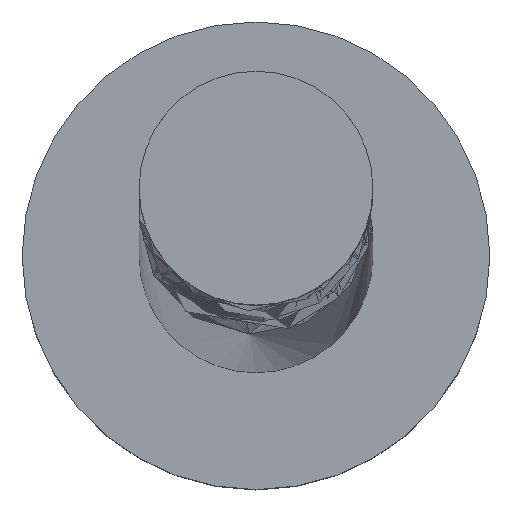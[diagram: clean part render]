
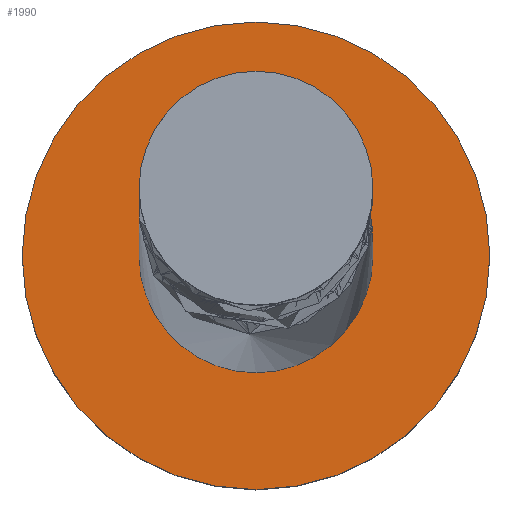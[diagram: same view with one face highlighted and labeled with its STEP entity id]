
A CAD part, top view. The second image highlights one B-rep face of the part: STEP entity #1990.
In plain terms, the highlighted planar face has unit normal (0, 0, 1).
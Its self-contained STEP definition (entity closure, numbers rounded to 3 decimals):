
#103 = EDGE_CURVE ( 'NONE', #1804, #783, #2168, .T. ) ;
#124 = FACE_OUTER_BOUND ( 'NONE', #2101, .T. ) ;
#167 = EDGE_CURVE ( 'NONE', #783, #1804, #2202, .T. ) ;
#289 = CARTESIAN_POINT ( 'NONE',  ( 0., 0., 5. ) ) ;
#291 = AXIS2_PLACEMENT_3D ( 'NONE', #289, #1025, #1973 ) ;
#300 = DIRECTION ( 'NONE',  ( 1., 0., 0. ) ) ;
#446 = CARTESIAN_POINT ( 'NONE',  ( 0., 0., 5. ) ) ;
#460 = DIRECTION ( 'NONE',  ( 1., 0., 0. ) ) ;
#488 = DIRECTION ( 'NONE',  ( 1., 0., 0. ) ) ;
#527 = AXIS2_PLACEMENT_3D ( 'NONE', #2296, #1912, #300 ) ;
#628 = CARTESIAN_POINT ( 'NONE',  ( 0., 0., 5. ) ) ;
#760 = CIRCLE ( 'NONE', #876, 6. ) ;
#783 = VERTEX_POINT ( 'NONE', #980 ) ;
#818 = DIRECTION ( 'NONE',  ( 0., 0., 1. ) ) ;
#850 = DIRECTION ( 'NONE',  ( 0., 0., 1. ) ) ;
#864 = AXIS2_PLACEMENT_3D ( 'NONE', #446, #850, #2276 ) ;
#876 = AXIS2_PLACEMENT_3D ( 'NONE', #1063, #1390, #488 ) ;
#980 = CARTESIAN_POINT ( 'NONE',  ( 3., 0., 5. ) ) ;
#988 = CIRCLE ( 'NONE', #291, 6. ) ;
#1025 = DIRECTION ( 'NONE',  ( 0., 0., 1. ) ) ;
#1045 = VERTEX_POINT ( 'NONE', #2119 ) ;
#1063 = CARTESIAN_POINT ( 'NONE',  ( 0., 0., 5. ) ) ;
#1270 = EDGE_CURVE ( 'NONE', #1045, #1556, #988, .T. ) ;
#1360 = EDGE_LOOP ( 'NONE', ( #2239, #1910 ) ) ;
#1390 = DIRECTION ( 'NONE',  ( 0., 0., 1. ) ) ;
#1515 = ORIENTED_EDGE ( 'NONE', *, *, #1660, .T. ) ;
#1556 = VERTEX_POINT ( 'NONE', #2309 ) ;
#1578 = PLANE ( 'NONE',  #527 ) ;
#1660 = EDGE_CURVE ( 'NONE', #1556, #1045, #760, .T. ) ;
#1721 = FACE_BOUND ( 'NONE', #1360, .T. ) ;
#1804 = VERTEX_POINT ( 'NONE', #2089 ) ;
#1844 = AXIS2_PLACEMENT_3D ( 'NONE', #628, #818, #460 ) ;
#1892 = ORIENTED_EDGE ( 'NONE', *, *, #1270, .T. ) ;
#1910 = ORIENTED_EDGE ( 'NONE', *, *, #167, .F. ) ;
#1912 = DIRECTION ( 'NONE',  ( 0., 0., 1. ) ) ;
#1973 = DIRECTION ( 'NONE',  ( 1., 0., 0. ) ) ;
#1990 = ADVANCED_FACE ( 'NONE', ( #1721, #124 ), #1578, .T. ) ;
#2089 = CARTESIAN_POINT ( 'NONE',  ( -3., 0., 5. ) ) ;
#2101 = EDGE_LOOP ( 'NONE', ( #1892, #1515 ) ) ;
#2119 = CARTESIAN_POINT ( 'NONE',  ( -6., 0., 5. ) ) ;
#2168 = CIRCLE ( 'NONE', #864, 3. ) ;
#2202 = CIRCLE ( 'NONE', #1844, 3. ) ;
#2239 = ORIENTED_EDGE ( 'NONE', *, *, #103, .F. ) ;
#2276 = DIRECTION ( 'NONE',  ( 1., 0., 0. ) ) ;
#2296 = CARTESIAN_POINT ( 'NONE',  ( 0., 0., 5. ) ) ;
#2309 = CARTESIAN_POINT ( 'NONE',  ( 6., 0., 5. ) ) ;
